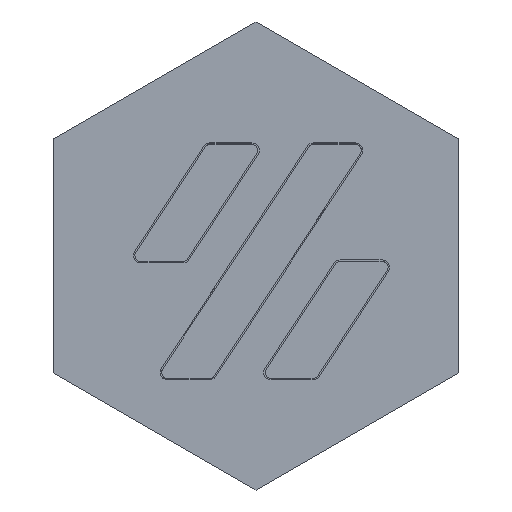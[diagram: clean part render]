
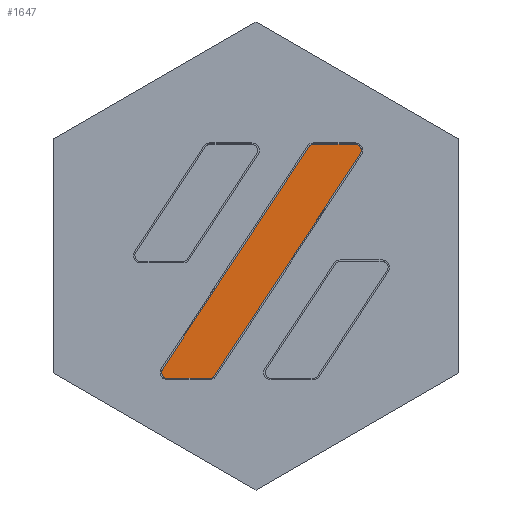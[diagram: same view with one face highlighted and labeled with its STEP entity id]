
A CAD part, top view. The second image highlights one B-rep face of the part: STEP entity #1647.
In plain terms, the highlighted planar face has unit normal (0, 0, 1).
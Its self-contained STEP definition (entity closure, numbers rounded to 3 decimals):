
#52=CIRCLE('',#1770,0.2);
#54=CIRCLE('',#1774,0.2);
#55=CIRCLE('',#1775,0.2);
#56=CIRCLE('',#1776,0.2);
#166=FACE_OUTER_BOUND('',#263,.T.);
#263=EDGE_LOOP('',(#1362,#1363,#1364,#1365,#1366,#1367,#1368,#1369));
#425=LINE('',#2619,#608);
#428=LINE('',#2625,#611);
#429=LINE('',#2629,#612);
#430=LINE('',#2633,#613);
#608=VECTOR('',#2134,10.);
#611=VECTOR('',#2139,10.);
#612=VECTOR('',#2142,10.);
#613=VECTOR('',#2145,10.);
#768=VERTEX_POINT('',#2609);
#769=VERTEX_POINT('',#2610);
#772=VERTEX_POINT('',#2618);
#774=VERTEX_POINT('',#2624);
#775=VERTEX_POINT('',#2626);
#776=VERTEX_POINT('',#2628);
#777=VERTEX_POINT('',#2630);
#778=VERTEX_POINT('',#2632);
#974=EDGE_CURVE('',#768,#769,#52,.T.);
#978=EDGE_CURVE('',#772,#769,#425,.T.);
#981=EDGE_CURVE('',#768,#774,#428,.T.);
#982=EDGE_CURVE('',#775,#774,#54,.T.);
#983=EDGE_CURVE('',#775,#776,#429,.T.);
#984=EDGE_CURVE('',#777,#776,#55,.T.);
#985=EDGE_CURVE('',#777,#778,#430,.T.);
#986=EDGE_CURVE('',#772,#778,#56,.T.);
#1362=ORIENTED_EDGE('',*,*,#974,.F.);
#1363=ORIENTED_EDGE('',*,*,#981,.T.);
#1364=ORIENTED_EDGE('',*,*,#982,.F.);
#1365=ORIENTED_EDGE('',*,*,#983,.T.);
#1366=ORIENTED_EDGE('',*,*,#984,.F.);
#1367=ORIENTED_EDGE('',*,*,#985,.T.);
#1368=ORIENTED_EDGE('',*,*,#986,.F.);
#1369=ORIENTED_EDGE('',*,*,#978,.T.);
#1568=PLANE('',#1773);
#1647=ADVANCED_FACE('',(#166),#1568,.T.);
#1770=AXIS2_PLACEMENT_3D('',#2611,#2126,#2127);
#1773=AXIS2_PLACEMENT_3D('',#2623,#2137,#2138);
#1774=AXIS2_PLACEMENT_3D('',#2627,#2140,#2141);
#1775=AXIS2_PLACEMENT_3D('',#2631,#2143,#2144);
#1776=AXIS2_PLACEMENT_3D('',#2634,#2146,#2147);
#2126=DIRECTION('center_axis',(0.,0.,
-1.));
#2127=DIRECTION('ref_axis',(0.475,-0.88,0.));
#2134=DIRECTION('',(1.,0.,0.));
#2137=DIRECTION('center_axis',(0.,0.,
1.));
#2138=DIRECTION('ref_axis',(0.,-1.,0.));
#2139=DIRECTION('',(0.549,0.836,0.));
#2140=DIRECTION('center_axis',(0.,0.,
-1.));
#2141=DIRECTION('ref_axis',(0.88,0.475,0.));
#2142=DIRECTION('',(-1.,0.,0.));
#2143=DIRECTION('center_axis',(0.,0.,
-1.));
#2144=DIRECTION('ref_axis',(-0.475,0.88,0.));
#2145=DIRECTION('',(-0.549,-0.836,0.));
#2146=DIRECTION('center_axis',(0.,0.,
-1.));
#2147=DIRECTION('ref_axis',(-0.88,-0.475,0.));
#2609=CARTESIAN_POINT('',(-1.536,-4.015,4.792));
#2610=CARTESIAN_POINT('',(-1.703,-4.105,4.792));
#2611=CARTESIAN_POINT('Origin',(-1.703,-3.905,4.792));
#2618=CARTESIAN_POINT('',(-3.11,-4.105,4.792));
#2619=CARTESIAN_POINT('',(-3.481,-4.105,4.792));
#2623=CARTESIAN_POINT('Origin',(0.041,-0.182,4.792));
#2624=CARTESIAN_POINT('',(3.359,3.431,4.792));
#2625=CARTESIAN_POINT('',(-1.595,-4.105,4.792));
#2626=CARTESIAN_POINT('',(3.192,3.741,4.792));
#2627=CARTESIAN_POINT('Origin',(3.192,3.541,4.792));
#2628=CARTESIAN_POINT('',(1.785,3.741,4.792));
#2629=CARTESIAN_POINT('',(3.563,3.741,4.792));
#2630=CARTESIAN_POINT('',(1.618,3.651,4.792));
#2631=CARTESIAN_POINT('Origin',(1.785,3.541,4.792));
#2632=CARTESIAN_POINT('',(-3.277,-3.796,4.792));
#2633=CARTESIAN_POINT('',(1.678,3.741,4.792));
#2634=CARTESIAN_POINT('Origin',(-3.11,-3.905,4.792));
